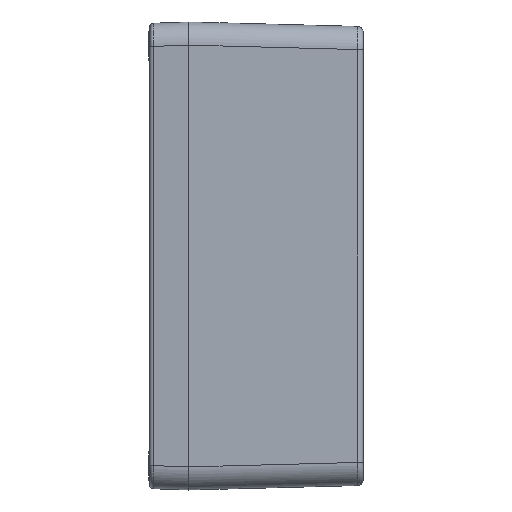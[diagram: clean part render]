
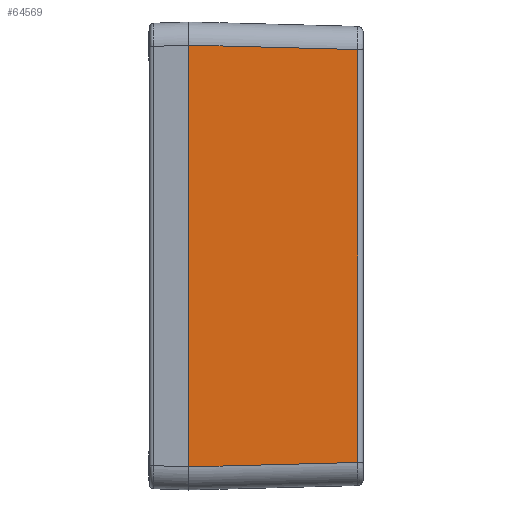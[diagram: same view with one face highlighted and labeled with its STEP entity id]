
A CAD part, left-side view. The second image highlights one B-rep face of the part: STEP entity #64569.
In plain terms, the highlighted planar face has unit normal (-1, -0.026, 0).
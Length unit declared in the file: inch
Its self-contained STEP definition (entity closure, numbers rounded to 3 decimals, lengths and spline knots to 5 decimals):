
#2664 = VECTOR ( 'NONE', #77339, 39.37008 ) ;
#7476 = CARTESIAN_POINT ( 'NONE',  ( -3.37402, 0., -2.15362 ) ) ;
#7893 = CARTESIAN_POINT ( 'NONE',  ( -3.37402, 0., -2.15362 ) ) ;
#8923 = AXIS2_PLACEMENT_3D ( 'NONE', #64456, #16808, #53475 ) ;
#9252 = DIRECTION ( 'NONE',  ( 0., 0., 1. ) ) ;
#9344 = ORIENTED_EDGE ( 'NONE', *, *, #54348, .T. ) ;
#12738 = EDGE_CURVE ( 'NONE', #31150, #58491, #49630, .T. ) ;
#14532 = DIRECTION ( 'NONE',  ( 0.026, -0.999, 0.026 ) ) ;
#16808 = DIRECTION ( 'NONE',  ( -1., -0.026, 0. ) ) ;
#18271 = ORIENTED_EDGE ( 'NONE', *, *, #73586, .T. ) ;
#22280 = LINE ( 'NONE', #35870, #2664 ) ;
#22791 = CARTESIAN_POINT ( 'NONE',  ( -3.37402, 0., 2.15362 ) ) ;
#23932 = VERTEX_POINT ( 'NONE', #57040 ) ;
#27863 = VERTEX_POINT ( 'NONE', #31468 ) ;
#31150 = VERTEX_POINT ( 'NONE', #7476 ) ;
#31468 = CARTESIAN_POINT ( 'NONE',  ( -3.32892, -1.72202, -2.10853 ) ) ;
#35870 = CARTESIAN_POINT ( 'NONE',  ( -3.3709, -0.11881, 2.15051 ) ) ;
#35886 = EDGE_LOOP ( 'NONE', ( #46952, #52629, #18271, #9344 ) ) ;
#39401 = VECTOR ( 'NONE', #39461, 39.37008 ) ;
#39461 = DIRECTION ( 'NONE',  ( 0., 0., 1. ) ) ;
#40992 = PLANE ( 'NONE',  #8923 ) ;
#46952 = ORIENTED_EDGE ( 'NONE', *, *, #64585, .F. ) ;
#49630 = LINE ( 'NONE', #69180, #39401 ) ;
#52629 = ORIENTED_EDGE ( 'NONE', *, *, #12738, .F. ) ;
#53475 = DIRECTION ( 'NONE',  ( 0.026, -1., 0. ) ) ;
#54348 = EDGE_CURVE ( 'NONE', #27863, #23932, #61202, .T. ) ;
#54386 = VECTOR ( 'NONE', #14532, 39.37008 ) ;
#55592 = VECTOR ( 'NONE', #9252, 39.37008 ) ;
#57040 = CARTESIAN_POINT ( 'NONE',  ( -3.32892, -1.72202, 2.10853 ) ) ;
#58491 = VERTEX_POINT ( 'NONE', #22791 ) ;
#61202 = LINE ( 'NONE', #73700, #55592 ) ;
#61394 = LINE ( 'NONE', #7893, #54386 ) ;
#64072 = FACE_OUTER_BOUND ( 'NONE', #35886, .T. ) ;
#64456 = CARTESIAN_POINT ( 'NONE',  ( -3.37402, 0., -2.38976 ) ) ;
#64569 = ADVANCED_FACE ( 'NONE', ( #64072 ), #40992, .T. ) ;
#64585 = EDGE_CURVE ( 'NONE', #58491, #23932, #22280, .T. ) ;
#69180 = CARTESIAN_POINT ( 'NONE',  ( -3.37402, 0., 2.38976 ) ) ;
#73586 = EDGE_CURVE ( 'NONE', #31150, #27863, #61394, .T. ) ;
#73700 = CARTESIAN_POINT ( 'NONE',  ( -3.32892, -1.72202, -2.38976 ) ) ;
#77339 = DIRECTION ( 'NONE',  ( 0.026, -0.999, -0.026 ) ) ;
